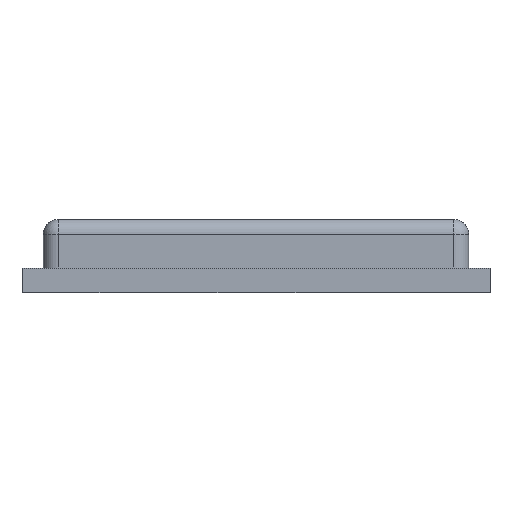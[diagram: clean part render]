
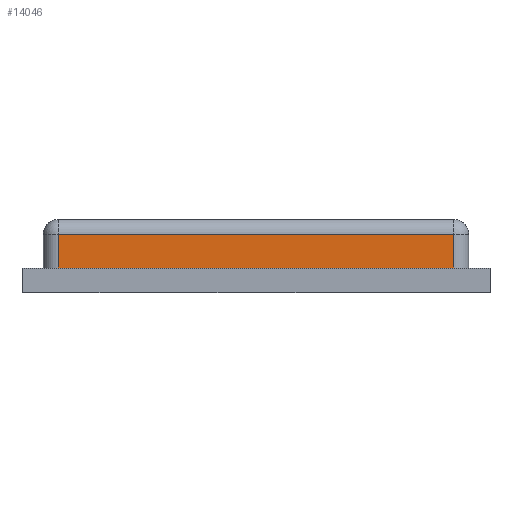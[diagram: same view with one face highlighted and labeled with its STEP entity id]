
A CAD part, front view. The second image highlights one B-rep face of the part: STEP entity #14046.
In plain terms, the highlighted planar face has unit normal (0, -1, 0).
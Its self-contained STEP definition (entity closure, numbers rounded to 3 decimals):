
#152 = PLANE ( 'NONE',  #17269 ) ;
#420 = ORIENTED_EDGE ( 'NONE', *, *, #4997, .T. ) ;
#3847 = LINE ( 'NONE', #10857, #30768 ) ;
#4501 = CARTESIAN_POINT ( 'NONE',  ( -6.5, -6.775, 24.283 ) ) ;
#4852 = DIRECTION ( 'NONE',  ( 0., 1., 0. ) ) ;
#4997 = EDGE_CURVE ( 'NONE', #16911, #8791, #31637, .T. ) ;
#7179 = VERTEX_POINT ( 'NONE', #18547 ) ;
#8310 = DIRECTION ( 'NONE',  ( -1., 0., 0. ) ) ;
#8480 = LINE ( 'NONE', #23514, #22466 ) ;
#8791 = VERTEX_POINT ( 'NONE', #19911 ) ;
#9441 = ORIENTED_EDGE ( 'NONE', *, *, #30966, .T. ) ;
#10857 = CARTESIAN_POINT ( 'NONE',  ( 6.5, -6.775, 24.283 ) ) ;
#11176 = DIRECTION ( 'NONE',  ( 0., 0., 1. ) ) ;
#11750 = ORIENTED_EDGE ( 'NONE', *, *, #19888, .T. ) ;
#11863 = DIRECTION ( 'NONE',  ( 0., 0., 1. ) ) ;
#14046 = ADVANCED_FACE ( 'NONE', ( #24586 ), #152, .F. ) ;
#14442 = DIRECTION ( 'NONE',  ( 0., 0., -1. ) ) ;
#16911 = VERTEX_POINT ( 'NONE', #22077 ) ;
#17269 = AXIS2_PLACEMENT_3D ( 'NONE', #17568, #4852, #11863 ) ;
#17568 = CARTESIAN_POINT ( 'NONE',  ( -7., -6.775, 24.283 ) ) ;
#18547 = CARTESIAN_POINT ( 'NONE',  ( -6.5, -6.775, 1.9 ) ) ;
#19256 = CARTESIAN_POINT ( 'NONE',  ( -7., -6.775, 0.8 ) ) ;
#19814 = EDGE_LOOP ( 'NONE', ( #420, #9441, #11750, #23560 ) ) ;
#19888 = EDGE_CURVE ( 'NONE', #29097, #7179, #8480, .T. ) ;
#19911 = CARTESIAN_POINT ( 'NONE',  ( 6.5, -6.775, 0.8 ) ) ;
#20071 = VECTOR ( 'NONE', #14442, 1000. ) ;
#22077 = CARTESIAN_POINT ( 'NONE',  ( -6.5, -6.775, 0.8 ) ) ;
#22466 = VECTOR ( 'NONE', #8310, 1000. ) ;
#23514 = CARTESIAN_POINT ( 'NONE',  ( -7., -6.775, 1.9 ) ) ;
#23560 = ORIENTED_EDGE ( 'NONE', *, *, #27324, .T. ) ;
#24492 = VECTOR ( 'NONE', #29212, 1000. ) ;
#24586 = FACE_OUTER_BOUND ( 'NONE', #19814, .T. ) ;
#27324 = EDGE_CURVE ( 'NONE', #7179, #16911, #31914, .T. ) ;
#29097 = VERTEX_POINT ( 'NONE', #29196 ) ;
#29196 = CARTESIAN_POINT ( 'NONE',  ( 6.5, -6.775, 1.9 ) ) ;
#29212 = DIRECTION ( 'NONE',  ( 1., 0., 0. ) ) ;
#30768 = VECTOR ( 'NONE', #11176, 1000. ) ;
#30966 = EDGE_CURVE ( 'NONE', #8791, #29097, #3847, .T. ) ;
#31637 = LINE ( 'NONE', #19256, #24492 ) ;
#31914 = LINE ( 'NONE', #4501, #20071 ) ;
